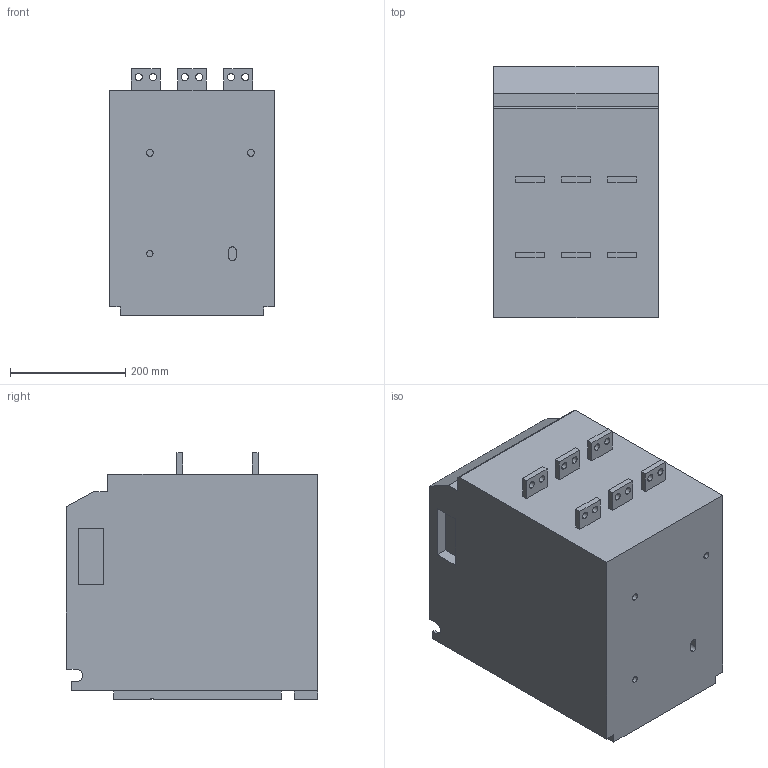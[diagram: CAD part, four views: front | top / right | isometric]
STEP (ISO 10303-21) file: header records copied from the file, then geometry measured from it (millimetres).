
FILE_DESCRIPTION (( 'STEP AP203' ), '1' );
FILE_NAME ('3VA-1600 H.STEP', '2022-12-15T15:05:16', ( '' ), ( '' ), 'SwSTEP 2.0', 'SolidWorks 2022', '' );
FILE_SCHEMA (( 'CONFIG_CONTROL_DESIGN' ));
Length unit declared in the file: millimetre
Products named in the file (1): 3VA-1600 H
Bounding box: 285 x 435 x 428 mm (x, y, z)
Volume: 46121445.2 mm3; surface area: 856948.8 mm2
Topology: 1 solids, 1 shells, 647 faces, 1515 edges, 1010 vertices
Faces by surface type: plane 485, cylinder 162
Entity records: 18538 total; most frequent: CARTESIAN_POINT 3173, DIRECTION 3135, ORIENTED_EDGE 3030, EDGE_CURVE 1515, VECTOR 1191, LINE 1191, VERTEX_POINT 1010, AXIS2_PLACEMENT_3D 972
